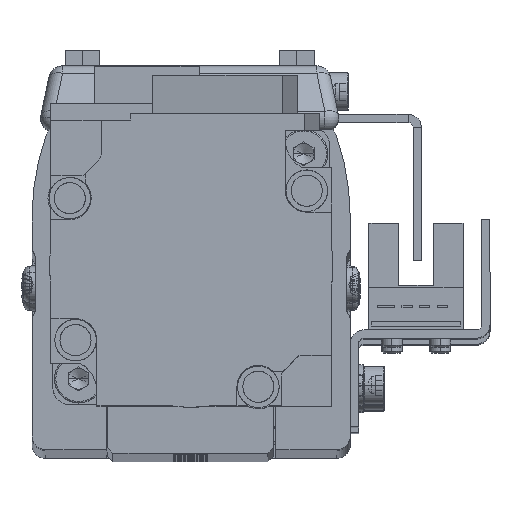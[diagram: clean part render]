
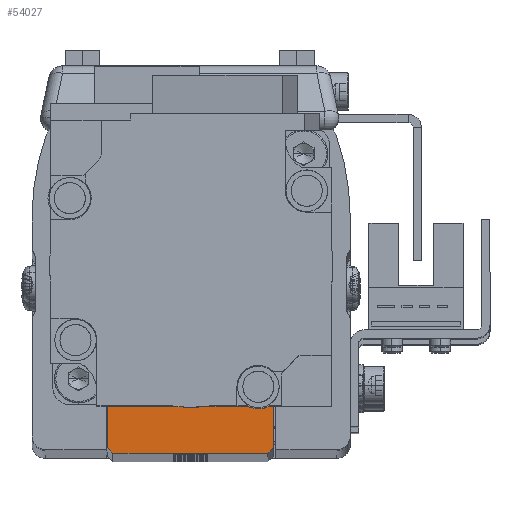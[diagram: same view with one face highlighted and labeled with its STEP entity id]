
A CAD part, top view. The second image highlights one B-rep face of the part: STEP entity #54027.
In plain terms, the highlighted planar face has unit normal (0, 0, 1).
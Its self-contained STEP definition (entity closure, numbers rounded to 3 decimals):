
#969 = AXIS2_PLACEMENT_3D ( 'NONE', #8722, #50792, #19278 ) ;
#1848 = VECTOR ( 'NONE', #47342, 1000. ) ;
#2402 = ORIENTED_EDGE ( 'NONE', *, *, #55113, .T. ) ;
#2847 = CARTESIAN_POINT ( 'NONE',  ( -12.107, -2.793, 0. ) ) ;
#6809 = LINE ( 'NONE', #26020, #61148 ) ;
#8722 = CARTESIAN_POINT ( 'NONE',  ( -12.107, 4.907, 0. ) ) ;
#10309 = DIRECTION ( 'NONE',  ( 0.707, 0.707, 0. ) ) ;
#11608 = LINE ( 'NONE', #41742, #51971 ) ;
#13092 = CARTESIAN_POINT ( 'NONE',  ( 11.893, -2.793, 0. ) ) ;
#14728 = VECTOR ( 'NONE', #34343, 1000. ) ;
#14809 = EDGE_CURVE ( 'NONE', #16994, #48153, #6809, .T. ) ;
#16732 = CARTESIAN_POINT ( 'NONE',  ( 11.093, -3.593, 0. ) ) ;
#16994 = VERTEX_POINT ( 'NONE', #16732 ) ;
#17554 = EDGE_LOOP ( 'NONE', ( #2402, #64173, #34255, #37611, #63239, #60298 ) ) ;
#19278 = DIRECTION ( 'NONE',  ( 1., 0., 0. ) ) ;
#19702 = VERTEX_POINT ( 'NONE', #2847 ) ;
#22732 = CARTESIAN_POINT ( 'NONE',  ( 11.893, 4.907, 0. ) ) ;
#26020 = CARTESIAN_POINT ( 'NONE',  ( 11.093, -3.593, 0. ) ) ;
#28777 = LINE ( 'NONE', #13092, #14728 ) ;
#29489 = EDGE_CURVE ( 'NONE', #64268, #16994, #29678, .T. ) ;
#29678 = LINE ( 'NONE', #39058, #57649 ) ;
#31517 = CARTESIAN_POINT ( 'NONE',  ( -11.307, -3.593, 0. ) ) ;
#34255 = ORIENTED_EDGE ( 'NONE', *, *, #29489, .T. ) ;
#34343 = DIRECTION ( 'NONE',  ( 0., 1., 0. ) ) ;
#35419 = FACE_OUTER_BOUND ( 'NONE', #17554, .T. ) ;
#36515 = VERTEX_POINT ( 'NONE', #22732 ) ;
#37611 = ORIENTED_EDGE ( 'NONE', *, *, #14809, .T. ) ;
#39058 = CARTESIAN_POINT ( 'NONE',  ( 11.093, -3.593, 0. ) ) ;
#40236 = CARTESIAN_POINT ( 'NONE',  ( -12.107, 4.907, 0. ) ) ;
#40273 = PLANE ( 'NONE',  #969 ) ;
#40279 = CARTESIAN_POINT ( 'NONE',  ( 11.893, -2.793, 0. ) ) ;
#41742 = CARTESIAN_POINT ( 'NONE',  ( -12.107, -2.793, 0. ) ) ;
#43108 = EDGE_CURVE ( 'NONE', #19702, #64268, #56084, .T. ) ;
#44320 = DIRECTION ( 'NONE',  ( 1., 0., 0. ) ) ;
#46355 = EDGE_CURVE ( 'NONE', #48153, #36515, #28777, .T. ) ;
#47342 = DIRECTION ( 'NONE',  ( 0.707, -0.707, 0. ) ) ;
#48153 = VERTEX_POINT ( 'NONE', #40279 ) ;
#50052 = EDGE_CURVE ( 'NONE', #36515, #56135, #53032, .T. ) ;
#50792 = DIRECTION ( 'NONE',  ( 0., 0., 1. ) ) ;
#51971 = VECTOR ( 'NONE', #68022, 1000. ) ;
#53032 = LINE ( 'NONE', #56443, #65410 ) ;
#54027 = ADVANCED_FACE ( 'NONE', ( #35419 ), #40273, .T. ) ;
#55113 = EDGE_CURVE ( 'NONE', #56135, #19702, #11608, .T. ) ;
#56084 = LINE ( 'NONE', #31517, #1848 ) ;
#56135 = VERTEX_POINT ( 'NONE', #40236 ) ;
#56443 = CARTESIAN_POINT ( 'NONE',  ( 11.893, 4.907, 0. ) ) ;
#57649 = VECTOR ( 'NONE', #44320, 1000. ) ;
#60274 = CARTESIAN_POINT ( 'NONE',  ( -11.307, -3.593, 0. ) ) ;
#60298 = ORIENTED_EDGE ( 'NONE', *, *, #50052, .T. ) ;
#61148 = VECTOR ( 'NONE', #10309, 1000. ) ;
#63239 = ORIENTED_EDGE ( 'NONE', *, *, #46355, .T. ) ;
#64173 = ORIENTED_EDGE ( 'NONE', *, *, #43108, .T. ) ;
#64268 = VERTEX_POINT ( 'NONE', #60274 ) ;
#65410 = VECTOR ( 'NONE', #67087, 1000. ) ;
#67087 = DIRECTION ( 'NONE',  ( -1., 0., 0. ) ) ;
#68022 = DIRECTION ( 'NONE',  ( 0., -1., 0. ) ) ;
